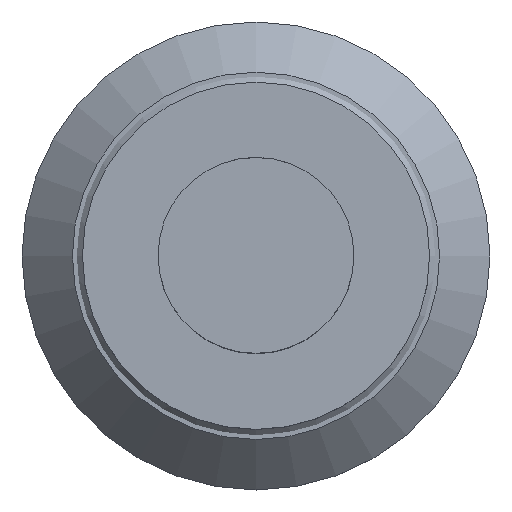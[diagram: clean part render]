
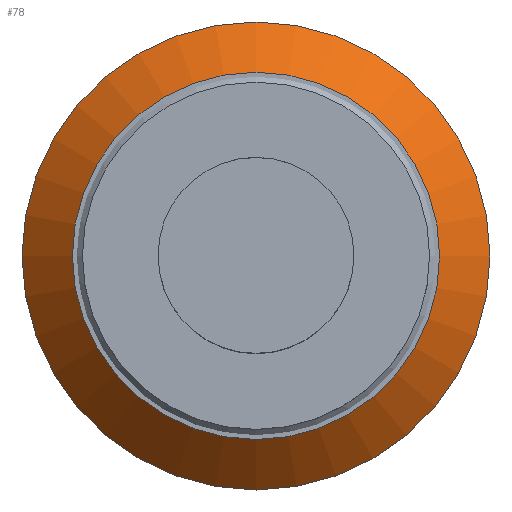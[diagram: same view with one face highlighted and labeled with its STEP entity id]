
A CAD part, top view. The second image highlights one B-rep face of the part: STEP entity #78.
In plain terms, the highlighted conical face has half-angle 45 degrees and reference radius 23.454 mm.
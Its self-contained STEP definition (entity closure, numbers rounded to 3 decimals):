
#69=EDGE_CURVE('241[3]',#170,#170,#171,.T.);
#78=ADVANCED_FACE('241[3]',(#183,#184),#185,.T.);
#89=EDGE_CURVE('241[3]',#202,#202,#203,.T.);
#170=VERTEX_POINT('',#303);
#171=CIRCLE('',#304,20.625);
#183=FACE_BOUND('',#319,.T.);
#184=FACE_BOUND('',#320,.T.);
#185=CONICAL_SURFACE('',#321,23.454,0.785);
#202=VERTEX_POINT('',#377);
#203=CIRCLE('',#378,26.282);
#303=CARTESIAN_POINT('',(0.,-20.625,-7.236));
#304=AXIS2_PLACEMENT_3D('',#516,#517,#518);
#319=EDGE_LOOP('',(#531));
#320=EDGE_LOOP('',(#532));
#321=AXIS2_PLACEMENT_3D('',#533,#534,#535);
#377=CARTESIAN_POINT('',(0.,-26.282,-12.893));
#378=AXIS2_PLACEMENT_3D('',#548,#549,#550);
#516=CARTESIAN_POINT('',(0.,0.,-7.236));
#517=DIRECTION('',(0.,0.,-1.0));
#518=DIRECTION('',(0.,-1.0,0.));
#531=ORIENTED_EDGE('',*,*,#89,.F.);
#532=ORIENTED_EDGE('',*,*,#69,.T.);
#533=CARTESIAN_POINT('',(0.,0.,-10.064));
#534=DIRECTION('',(0.,0.,-1.0));
#535=DIRECTION('',(0.,-1.0,0.));
#548=CARTESIAN_POINT('',(0.,0.,-12.893));
#549=DIRECTION('',(0.,0.,-1.0));
#550=DIRECTION('',(0.,-1.0,0.));
